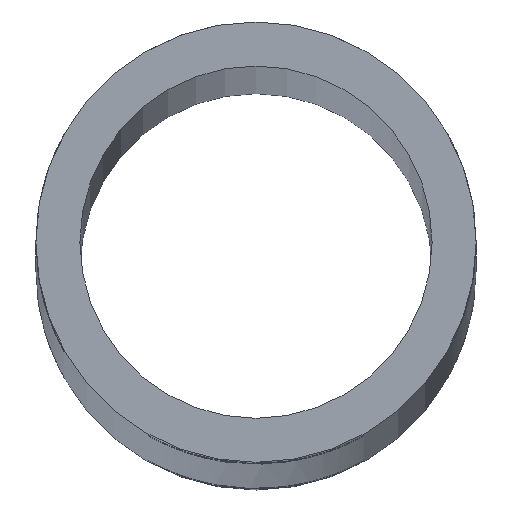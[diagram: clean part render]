
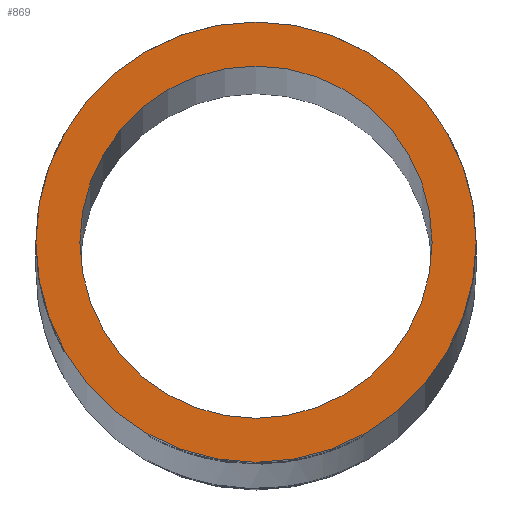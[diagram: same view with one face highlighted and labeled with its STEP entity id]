
A CAD part, top view. The second image highlights one B-rep face of the part: STEP entity #869.
In plain terms, the highlighted planar face has unit normal (0, 0, 1).
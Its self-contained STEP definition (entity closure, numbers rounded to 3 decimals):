
#145 = CIRCLE ( 'NONE', #7078, 5. ) ;
#714 = ORIENTED_EDGE ( 'NONE', *, *, #2282, .F. ) ;
#741 = CARTESIAN_POINT ( 'NONE',  ( -5., 0., 180. ) ) ;
#869 = ADVANCED_FACE ( 'NONE', ( #3606, #1017 ), #5521, .F. ) ;
#980 = DIRECTION ( 'NONE',  ( 1., 0., 0. ) ) ;
#1017 = FACE_OUTER_BOUND ( 'NONE', #3777, .T. ) ;
#1056 = DIRECTION ( 'NONE',  ( -1., 0., 0. ) ) ;
#1625 = EDGE_CURVE ( 'NONE', #6131, #3057, #145, .T. ) ;
#1898 = CARTESIAN_POINT ( 'NONE',  ( 0., 0., 180. ) ) ;
#1923 = DIRECTION ( 'NONE',  ( 1., 0., 0. ) ) ;
#2282 = EDGE_CURVE ( 'NONE', #8516, #6125, #4099, .T. ) ;
#2372 = AXIS2_PLACEMENT_3D ( 'NONE', #1898, #9161, #1923 ) ;
#3057 = VERTEX_POINT ( 'NONE', #4879 ) ;
#3606 = FACE_BOUND ( 'NONE', #7105, .T. ) ;
#3762 = DIRECTION ( 'NONE',  ( 1., 0., 0. ) ) ;
#3777 = EDGE_LOOP ( 'NONE', ( #8872, #8904 ) ) ;
#3820 = AXIS2_PLACEMENT_3D ( 'NONE', #3951, #7493, #980 ) ;
#3951 = CARTESIAN_POINT ( 'NONE',  ( 0., 0., 180. ) ) ;
#4099 = CIRCLE ( 'NONE', #3820, 4. ) ;
#4563 = CARTESIAN_POINT ( 'NONE',  ( 0., 0., 180. ) ) ;
#4879 = CARTESIAN_POINT ( 'NONE',  ( 5., 0., 180. ) ) ;
#5075 = CARTESIAN_POINT ( 'NONE',  ( -4., 0., 180. ) ) ;
#5430 = ORIENTED_EDGE ( 'NONE', *, *, #5884, .F. ) ;
#5521 = PLANE ( 'NONE',  #9330 ) ;
#5655 = CIRCLE ( 'NONE', #6534, 4. ) ;
#5729 = CARTESIAN_POINT ( 'NONE',  ( 4., 0., 180. ) ) ;
#5884 = EDGE_CURVE ( 'NONE', #6125, #8516, #5655, .T. ) ;
#6045 = CARTESIAN_POINT ( 'NONE',  ( 0., 0., 180. ) ) ;
#6125 = VERTEX_POINT ( 'NONE', #5075 ) ;
#6131 = VERTEX_POINT ( 'NONE', #741 ) ;
#6534 = AXIS2_PLACEMENT_3D ( 'NONE', #4563, #8825, #3762 ) ;
#6802 = DIRECTION ( 'NONE',  ( 0., 0., -1. ) ) ;
#7078 = AXIS2_PLACEMENT_3D ( 'NONE', #6045, #6802, #8213 ) ;
#7105 = EDGE_LOOP ( 'NONE', ( #714, #5430 ) ) ;
#7493 = DIRECTION ( 'NONE',  ( 0., 0., 1. ) ) ;
#7568 = CARTESIAN_POINT ( 'NONE',  ( 0., 0., 180. ) ) ;
#7703 = DIRECTION ( 'NONE',  ( 0., 0., -1. ) ) ;
#8087 = CIRCLE ( 'NONE', #2372, 5. ) ;
#8213 = DIRECTION ( 'NONE',  ( 1., 0., 0. ) ) ;
#8516 = VERTEX_POINT ( 'NONE', #5729 ) ;
#8719 = EDGE_CURVE ( 'NONE', #3057, #6131, #8087, .T. ) ;
#8825 = DIRECTION ( 'NONE',  ( 0., 0., 1. ) ) ;
#8872 = ORIENTED_EDGE ( 'NONE', *, *, #8719, .F. ) ;
#8904 = ORIENTED_EDGE ( 'NONE', *, *, #1625, .F. ) ;
#9161 = DIRECTION ( 'NONE',  ( 0., 0., -1. ) ) ;
#9330 = AXIS2_PLACEMENT_3D ( 'NONE', #7568, #7703, #1056 ) ;
